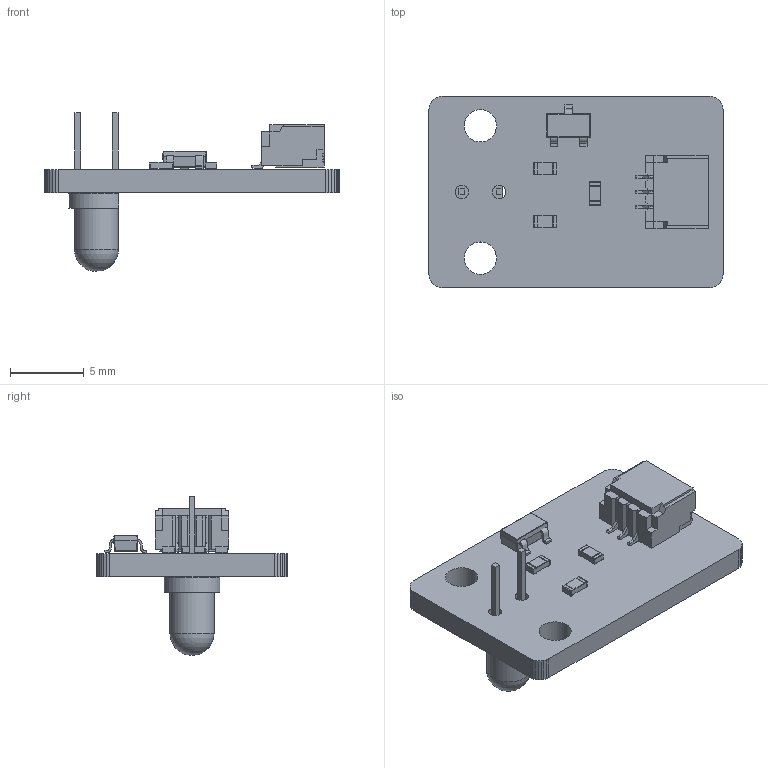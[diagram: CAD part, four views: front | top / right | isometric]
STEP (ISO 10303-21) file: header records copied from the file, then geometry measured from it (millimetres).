
FILE_DESCRIPTION(('KiCad electronic assembly'),'2;1');
FILE_NAME('breakbeam-emitter.step','2023-05-29T12:31:38',('Pcbnew'),( 'Kicad'),'Open CASCADE STEP processor 7.6','KiCad to STEP converter' ,'Unknown');
FILE_SCHEMA(('AUTOMOTIVE_DESIGN { 1 0 10303 214 1 1 1 1 }'));
Length unit declared in the file: millimetre
Products named in the file (10): breakbeam-emitter 1; R_0603_1608Metric; SOLID; SM03B-SRSS-TB_LF__SN_; COMPOUND; SOT23-3; LED_D3.0mm; PCB
Assembly tree (11 placements, depth 3):
  breakbeam-emitter 1
    R_0603_1608Metric  x3
      SOLID
    SM03B-SRSS-TB_LF__SN_
      COMPOUND
    SOT23-3
      COMPOUND
    LED_D3.0mm
      SOLID
    PCB
Bounding box: 20 x 13 x 10.8 mm (x, y, z)
Volume: 474.7 mm3; surface area: 924.2 mm2
Topology: 16 solids, 16 shells, 407 faces, 1080 edges, 704 vertices
Faces by surface type: plane 297, cylinder 70, bspline 39, sphere 1
Full cylindrical faces by diameter (mm): 0.9 x2, 2.2 x2, 3 x1
Entity records: 25747 total; most frequent: CARTESIAN_POINT 6807, DIRECTION 3238, LINE 2325, VECTOR 2325, ORIENTED_EDGE 1890, PCURVE 1890, DEFINITIONAL_REPRESENTATION 1890, EDGE_CURVE 945
